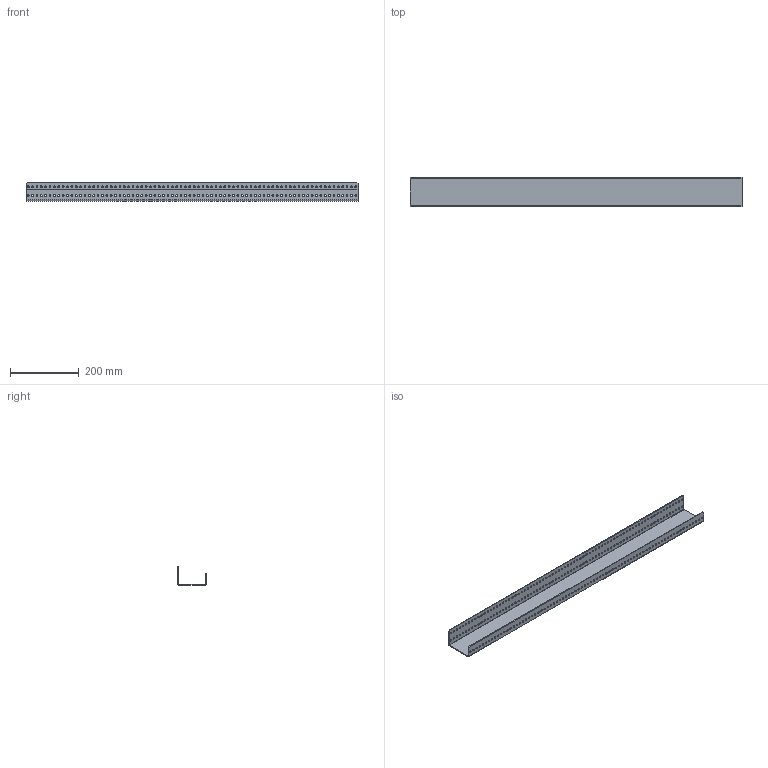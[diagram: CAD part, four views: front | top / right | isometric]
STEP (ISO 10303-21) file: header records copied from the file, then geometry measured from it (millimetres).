
FILE_DESCRIPTION (( 'STEP AP203' ), '1' );
FILE_NAME ('am-3513 AM14U Family XL End Plate.STEP', '2022-05-10T17:12:27', ( '' ), ( '' ), 'SwSTEP 2.0', 'SolidWorks 2021', '' );
FILE_SCHEMA (( 'CONFIG_CONTROL_DESIGN' ));
Length unit declared in the file: inch
Products named in the file (1): am-3513 AM14U Family XL End Plate
Bounding box: 965.2 x 84.58 x 53.98 mm (x, y, z)
Volume: 489823.8 mm3; surface area: 327835 mm2
Topology: 1 solids, 1 shells, 482 faces, 1424 edges, 944 vertices
Faces by surface type: cylinder 460, plane 22
Entity records: 17631 total; most frequent: DIRECTION 3310, CARTESIAN_POINT 2851, ORIENTED_EDGE 2848, EDGE_CURVE 1424, AXIS2_PLACEMENT_3D 1403, VERTEX_POINT 944, EDGE_LOOP 938, CIRCLE 920
